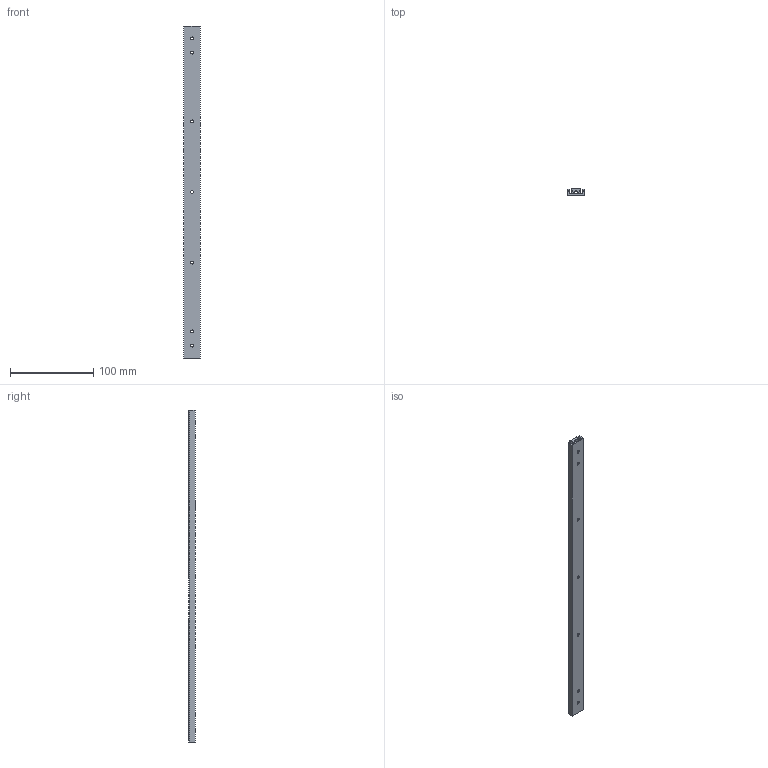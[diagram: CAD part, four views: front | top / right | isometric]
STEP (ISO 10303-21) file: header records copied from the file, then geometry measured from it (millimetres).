
FILE_DESCRIPTION (( 'STEP AP214' ), '1' );
FILE_NAME ('LRS400.STEP', '2020-06-05T04:37:07', ( '' ), ( '' ), 'SwSTEP 2.0', 'SolidWorks 2018', '' );
FILE_SCHEMA (( 'AUTOMOTIVE_DESIGN' ));
Length unit declared in the file: millimetre
Products named in the file (1): LRS400
Bounding box: 20 x 8 x 400 mm (x, y, z)
Volume: 41699.8 mm3; surface area: 43092.1 mm2
Topology: 2 solids, 2 shells, 243 faces, 718 edges, 478 vertices
Faces by surface type: cylinder 115, bspline 70, cone 37, plane 21
Entity records: 34171 total; most frequent: CARTESIAN_POINT 28685, ORIENTED_EDGE 1436, DIRECTION 773, EDGE_CURVE 718, VERTEX_POINT 478, AXIS2_PLACEMENT_3D 295, B_SPLINE_CURVE_WITH_KNOTS 288, EDGE_LOOP 272
